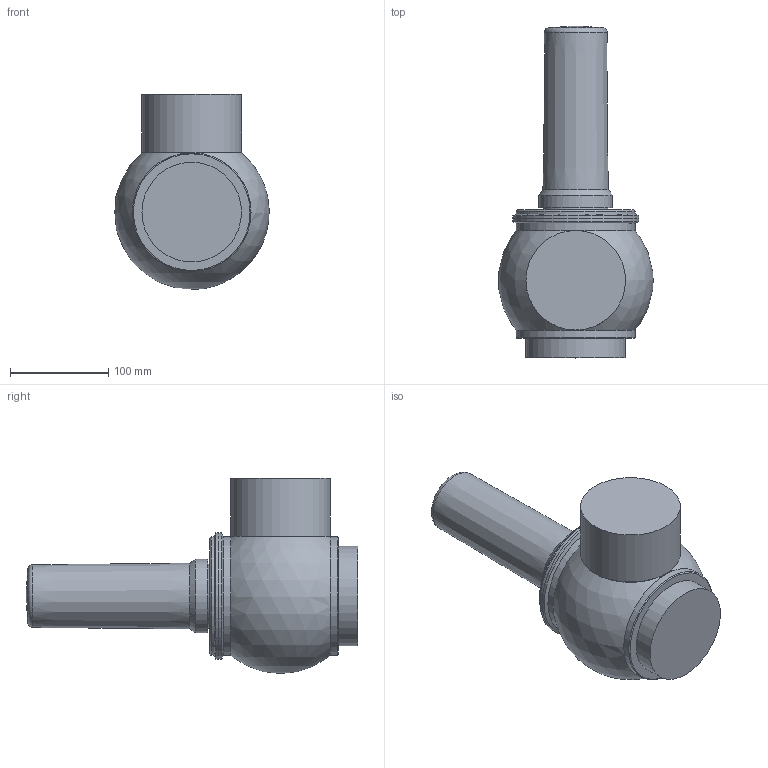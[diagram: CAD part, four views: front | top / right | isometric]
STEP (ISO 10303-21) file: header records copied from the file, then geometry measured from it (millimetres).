
FILE_DESCRIPTION((''),'2;1');
FILE_NAME('BBZS1-DN100-SAL.stp','2009-08-27T16:45:19',('malp-m'),(''),'Autodesk Inventor 2008','Autodesk Inventor 2008','');
FILE_SCHEMA(('AUTOMOTIVE_DESIGN { 1 0 10303 214 1 1 1 1 }'));
Length unit declared in the file: millimetre
Products named in the file (3): BBZS1-DN100-SAL; BBZS1 100; COR-INF-L-SAL-DN100
Assembly tree (2 placements, depth 2):
  BBZS1-DN100-SAL
    BBZS1 100
    COR-INF-L-SAL-DN100
Bounding box: 157.36 x 338.5 x 199 mm (x, y, z)
Volume: 3275641.4 mm3; surface area: 176587.5 mm2
Topology: 2 solids, 2 shells, 26 faces, 45 edges, 27 vertices
Faces by surface type: plane 8, cylinder 8, cone 5, torus 3, bspline 1, sphere 1
Full cylindrical faces by diameter (mm): 75 x1, 101.6 x2, 121 x3, 129 x2
Entity records: 626 total; most frequent: CARTESIAN_POINT 123, DIRECTION 108, AXIS2_PLACEMENT_3D 54, ORIENTED_EDGE 48, EDGE_LOOP 48, FACE_OUTER_BOUND 26, ADVANCED_FACE 26, VERTEX_POINT 24
